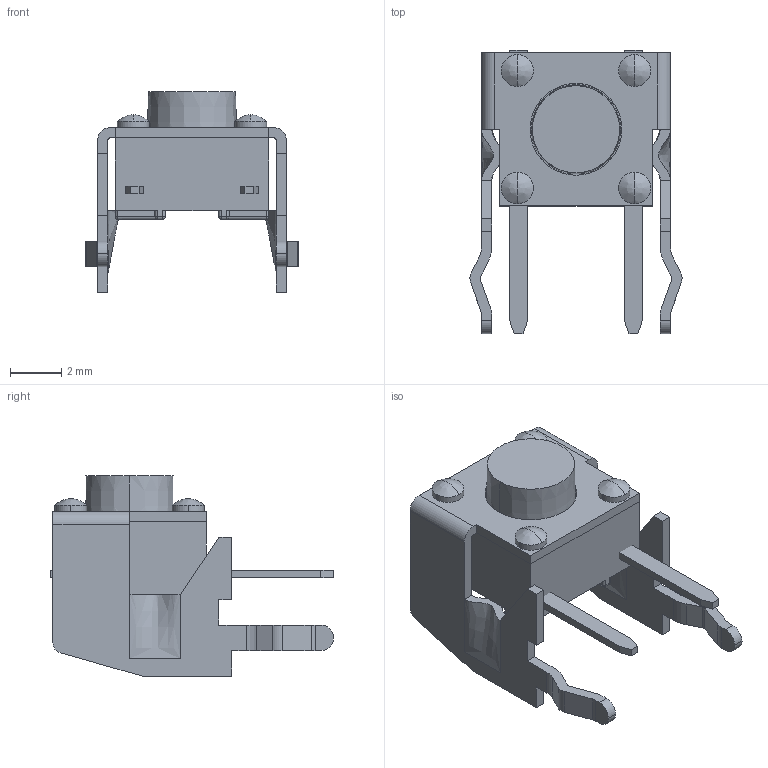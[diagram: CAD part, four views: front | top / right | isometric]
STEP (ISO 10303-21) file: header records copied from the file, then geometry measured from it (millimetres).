
FILE_DESCRIPTION (( 'STEP AP214' ), '1' );
FILE_NAME ('CUI_DEVICES_TS11-674-50-BK-260-RA-D.step', '2024-02-15T17:26:04', ( '' ), ( '' ), 'SwSTEP 2.0', 'SolidWorks 2023', '' );
FILE_SCHEMA (( 'AUTOMOTIVE_DESIGN' ));
Length unit declared in the file: millimetre
Products named in the file (1): CUI_DEVICES_TS11-674-50-BK-260-RA-D
Bounding box: 8.31 x 11.1 x 7.85 mm (x, y, z)
Volume: 168.8 mm3; surface area: 467.9 mm2
Topology: 4 solids, 4 shells, 220 faces, 590 edges, 360 vertices
Faces by surface type: plane 106, cylinder 84, sphere 16, bspline 12, cone 2
Entity records: 7254 total; most frequent: CARTESIAN_POINT 1785, ORIENTED_EDGE 1132, DIRECTION 1128, EDGE_CURVE 566, LINE 382, VECTOR 382, AXIS2_PLACEMENT_3D 373, VERTEX_POINT 360
